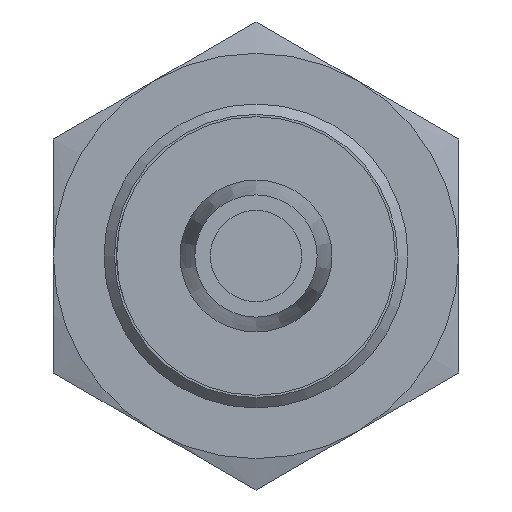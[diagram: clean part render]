
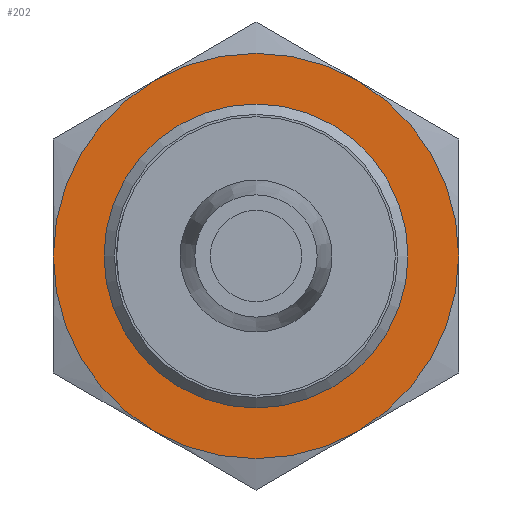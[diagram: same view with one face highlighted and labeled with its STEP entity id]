
A CAD part, left-side view. The second image highlights one B-rep face of the part: STEP entity #202.
In plain terms, the highlighted face is planar.
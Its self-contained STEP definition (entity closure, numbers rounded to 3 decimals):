
#202 = ADVANCED_FACE( '', ( #279, #280 ), #281, .F. );
#279 = FACE_BOUND( '', #374, .T. );
#280 = FACE_OUTER_BOUND( '', #375, .T. );
#281 = PLANE( '', #376 );
#374 = EDGE_LOOP( '', ( #525 ) );
#375 = EDGE_LOOP( '', ( #526, #527, #528, #529, #530, #531 ) );
#376 = AXIS2_PLACEMENT_3D( '', #532, #533, #534 );
#525 = ORIENTED_EDGE( '', *, *, #674, .F. );
#526 = ORIENTED_EDGE( '', *, *, #678, .T. );
#527 = ORIENTED_EDGE( '', *, *, #679, .T. );
#528 = ORIENTED_EDGE( '', *, *, #680, .T. );
#529 = ORIENTED_EDGE( '', *, *, #681, .T. );
#530 = ORIENTED_EDGE( '', *, *, #682, .T. );
#531 = ORIENTED_EDGE( '', *, *, #683, .T. );
#532 = CARTESIAN_POINT( '', ( 4., 12., 0. ) );
#533 = DIRECTION( '', ( -1., 0., 0. ) );
#534 = DIRECTION( '', ( 0., 0., 1. ) );
#674 = EDGE_CURVE( '', #762, #762, #763, .T. );
#678 = EDGE_CURVE( '', #770, #771, #772, .T. );
#679 = EDGE_CURVE( '', #771, #744, #773, .T. );
#680 = EDGE_CURVE( '', #744, #735, #774, .T. );
#681 = EDGE_CURVE( '', #735, #756, #775, .T. );
#682 = EDGE_CURVE( '', #756, #776, #777, .T. );
#683 = EDGE_CURVE( '', #776, #770, #778, .T. );
#735 = VERTEX_POINT( '', #891 );
#744 = VERTEX_POINT( '', #921 );
#756 = VERTEX_POINT( '', #955 );
#762 = VERTEX_POINT( '', #981 );
#763 = CIRCLE( '', #982, 9. );
#770 = VERTEX_POINT( '', #989 );
#771 = VERTEX_POINT( '', #990 );
#772 = CIRCLE( '', #991, 12. );
#773 = CIRCLE( '', #992, 12. );
#774 = CIRCLE( '', #993, 12. );
#775 = CIRCLE( '', #994, 12. );
#776 = VERTEX_POINT( '', #995 );
#777 = CIRCLE( '', #996, 12. );
#778 = CIRCLE( '', #997, 12. );
#891 = CARTESIAN_POINT( '', ( 4., 0., 12. ) );
#921 = CARTESIAN_POINT( '', ( 4., 10.392, 6. ) );
#955 = CARTESIAN_POINT( '', ( 4., -10.392, 6. ) );
#981 = CARTESIAN_POINT( '', ( 4., 0., -9. ) );
#982 = AXIS2_PLACEMENT_3D( '', #1130, #1131, #1132 );
#989 = CARTESIAN_POINT( '', ( 4., 0., -12. ) );
#990 = CARTESIAN_POINT( '', ( 4., 10.392, -6. ) );
#991 = AXIS2_PLACEMENT_3D( '', #1142, #1143, #1144 );
#992 = AXIS2_PLACEMENT_3D( '', #1145, #1146, #1147 );
#993 = AXIS2_PLACEMENT_3D( '', #1148, #1149, #1150 );
#994 = AXIS2_PLACEMENT_3D( '', #1151, #1152, #1153 );
#995 = CARTESIAN_POINT( '', ( 4., -10.392, -6. ) );
#996 = AXIS2_PLACEMENT_3D( '', #1154, #1155, #1156 );
#997 = AXIS2_PLACEMENT_3D( '', #1157, #1158, #1159 );
#1130 = CARTESIAN_POINT( '', ( 4., 0., 0. ) );
#1131 = DIRECTION( '', ( 1., 0., 0. ) );
#1132 = DIRECTION( '', ( 0., 0., -1. ) );
#1142 = CARTESIAN_POINT( '', ( 4., 0., 0. ) );
#1143 = DIRECTION( '', ( 1., 0., 0. ) );
#1144 = DIRECTION( '', ( 0., 0., -1. ) );
#1145 = CARTESIAN_POINT( '', ( 4., 0., 0. ) );
#1146 = DIRECTION( '', ( 1., 0., 0. ) );
#1147 = DIRECTION( '', ( 0., 0., -1. ) );
#1148 = CARTESIAN_POINT( '', ( 4., 0., 0. ) );
#1149 = DIRECTION( '', ( 1., 0., 0. ) );
#1150 = DIRECTION( '', ( 0., 0., -1. ) );
#1151 = CARTESIAN_POINT( '', ( 4., 0., 0. ) );
#1152 = DIRECTION( '', ( 1., 0., 0. ) );
#1153 = DIRECTION( '', ( 0., 0., -1. ) );
#1154 = CARTESIAN_POINT( '', ( 4., 0., 0. ) );
#1155 = DIRECTION( '', ( 1., 0., 0. ) );
#1156 = DIRECTION( '', ( 0., 0., -1. ) );
#1157 = CARTESIAN_POINT( '', ( 4., 0., 0. ) );
#1158 = DIRECTION( '', ( 1., 0., 0. ) );
#1159 = DIRECTION( '', ( 0., 0., -1. ) );
